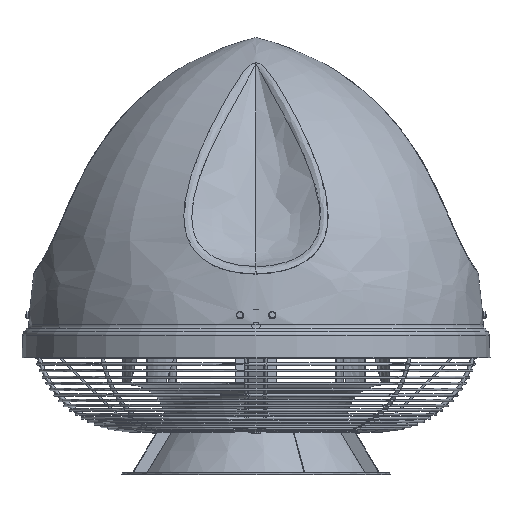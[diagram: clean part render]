
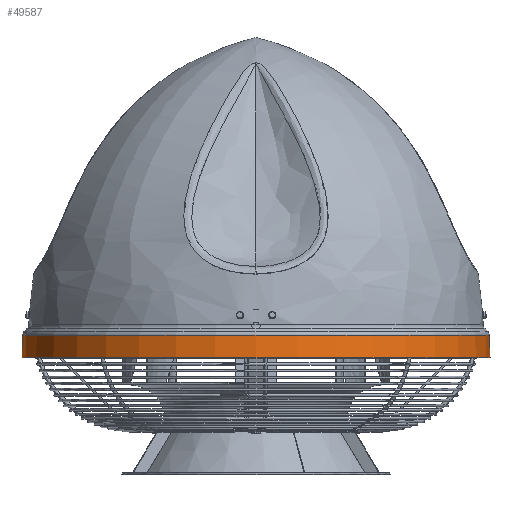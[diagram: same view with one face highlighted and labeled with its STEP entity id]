
A CAD part, front view. The second image highlights one B-rep face of the part: STEP entity #49587.
In plain terms, the highlighted conical face has half-angle 2 degrees and reference radius 391.675 mm.
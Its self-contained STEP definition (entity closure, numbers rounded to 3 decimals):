
#1520=CONICAL_SURFACE('',#54347,391.674,0.035);
#5970=FACE_OUTER_BOUND('',#9333,.T.);
#9333=EDGE_LOOP('',(#43670,#43671,#43672,#43673,#43674));
#12019=LINE('',#109616,#14674);
#14674=VECTOR('',#66378,391.674);
#16888=CIRCLE('',#54341,391.088);
#16889=CIRCLE('',#54342,391.088);
#16893=CIRCLE('',#54348,392.399);
#22747=VERTEX_POINT('',#109602);
#22748=VERTEX_POINT('',#109604);
#22751=VERTEX_POINT('',#109615);
#29736=EDGE_CURVE('',#22747,#22748,#16888,.T.);
#29737=EDGE_CURVE('',#22748,#22747,#16889,.T.);
#29742=EDGE_CURVE('',#22748,#22751,#12019,.T.);
#29743=EDGE_CURVE('',#22751,#22751,#16893,.T.);
#43670=ORIENTED_EDGE('',*,*,#29736,.F.);
#43671=ORIENTED_EDGE('',*,*,#29737,.F.);
#43672=ORIENTED_EDGE('',*,*,#29742,.T.);
#43673=ORIENTED_EDGE('',*,*,#29743,.T.);
#43674=ORIENTED_EDGE('',*,*,#29742,.F.);
#49587=ADVANCED_FACE('',(#5970),#1520,.T.);
#54341=AXIS2_PLACEMENT_3D('',#109605,#66363,#66364);
#54342=AXIS2_PLACEMENT_3D('',#109606,#66365,#66366);
#54347=AXIS2_PLACEMENT_3D('',#109614,#66376,#66377);
#54348=AXIS2_PLACEMENT_3D('',#109617,#66379,#66380);
#66363=DIRECTION('center_axis',(0.,0.,
1.));
#66364=DIRECTION('ref_axis',(-1.,0.,0.));
#66365=DIRECTION('center_axis',(0.,0.,
1.));
#66366=DIRECTION('ref_axis',(-1.,0.,0.));
#66376=DIRECTION('center_axis',(0.,0.,
-1.));
#66377=DIRECTION('ref_axis',(1.,0.,0.));
#66378=DIRECTION('',(-0.035,0.,-0.999));
#66379=DIRECTION('center_axis',(0.,0.,
1.));
#66380=DIRECTION('ref_axis',(1.,0.,0.));
#109602=CARTESIAN_POINT('',(0.,-391.088,-82.419));
#109604=CARTESIAN_POINT('',(-391.088,0.,-82.419));
#109605=CARTESIAN_POINT('Origin',(0.,0.,
-82.419));
#109606=CARTESIAN_POINT('Origin',(0.,0.,
-82.419));
#109614=CARTESIAN_POINT('Origin',(0.,0.,
-99.219));
#109615=CARTESIAN_POINT('',(-392.399,0.,-119.957));
#109616=CARTESIAN_POINT('',(-391.674,0.,-99.219));
#109617=CARTESIAN_POINT('Origin',(0.,0.,
-119.957));
